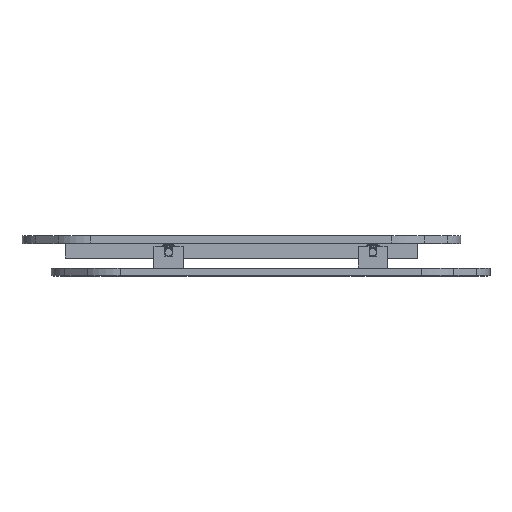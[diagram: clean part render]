
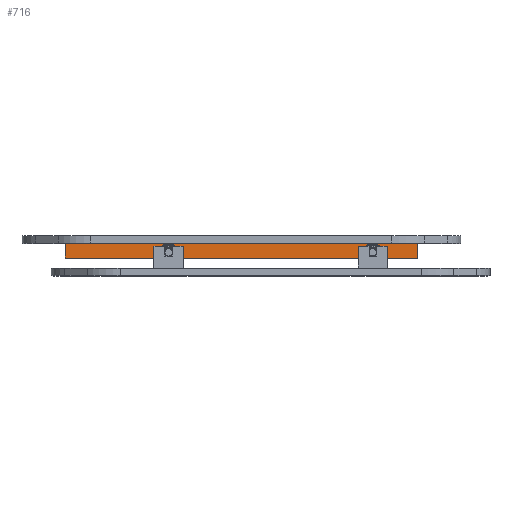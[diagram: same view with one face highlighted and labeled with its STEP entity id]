
A CAD part, top view. The second image highlights one B-rep face of the part: STEP entity #716.
In plain terms, the highlighted planar face has unit normal (0, 0, 1).
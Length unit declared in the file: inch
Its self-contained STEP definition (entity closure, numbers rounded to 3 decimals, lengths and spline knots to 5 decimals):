
#105 = DIRECTION ( 'NONE',  ( 0., 1., 0. ) ) ;
#291 = CARTESIAN_POINT ( 'NONE',  ( -0.2126, -0.5, -6.5 ) ) ;
#328 = PLANE ( 'NONE',  #3348 ) ;
#571 = CARTESIAN_POINT ( 'NONE',  ( 11.7874, -0.5, -6.5 ) ) ;
#716 = ADVANCED_FACE ( 'NONE', ( #3554 ), #328, .F. ) ;
#1043 = DIRECTION ( 'NONE',  ( 0., 0., -1. ) ) ;
#1129 = DIRECTION ( 'NONE',  ( -1., 0., 0. ) ) ;
#1131 = LINE ( 'NONE', #1638, #1647 ) ;
#1300 = EDGE_CURVE ( 'NONE', #5019, #3950, #6883, .T. ) ;
#1476 = VERTEX_POINT ( 'NONE', #3871 ) ;
#1638 = CARTESIAN_POINT ( 'NONE',  ( 11.7874, -0.5, -6.5 ) ) ;
#1647 = VECTOR ( 'NONE', #3714, 39.37008 ) ;
#1681 = CARTESIAN_POINT ( 'NONE',  ( -0.2126, 0., -6.5 ) ) ;
#1726 = VECTOR ( 'NONE', #1129, 39.37008 ) ;
#2084 = VECTOR ( 'NONE', #5073, 39.37008 ) ;
#2212 = ORIENTED_EDGE ( 'NONE', *, *, #5844, .T. ) ;
#2914 = CARTESIAN_POINT ( 'NONE',  ( 11.7874, -0.5, -6.5 ) ) ;
#3348 = AXIS2_PLACEMENT_3D ( 'NONE', #2914, #1043, #5465 ) ;
#3554 = FACE_OUTER_BOUND ( 'NONE', #4623, .T. ) ;
#3714 = DIRECTION ( 'NONE',  ( 0., 1., 0. ) ) ;
#3865 = ORIENTED_EDGE ( 'NONE', *, *, #7816, .T. ) ;
#3871 = CARTESIAN_POINT ( 'NONE',  ( 11.7874, 0., -6.5 ) ) ;
#3950 = VERTEX_POINT ( 'NONE', #291 ) ;
#4191 = ORIENTED_EDGE ( 'NONE', *, *, #6834, .F. ) ;
#4623 = EDGE_LOOP ( 'NONE', ( #3865, #4191, #6758, #2212 ) ) ;
#4988 = CARTESIAN_POINT ( 'NONE',  ( 11.7874, -0.5, -6.5 ) ) ;
#5019 = VERTEX_POINT ( 'NONE', #571 ) ;
#5073 = DIRECTION ( 'NONE',  ( -1., 0., 0. ) ) ;
#5465 = DIRECTION ( 'NONE',  ( -1., 0., 0. ) ) ;
#5844 = EDGE_CURVE ( 'NONE', #5019, #1476, #1131, .T. ) ;
#6032 = CARTESIAN_POINT ( 'NONE',  ( -0.2126, -0.5, -6.5 ) ) ;
#6448 = VECTOR ( 'NONE', #105, 39.37008 ) ;
#6668 = LINE ( 'NONE', #6032, #6448 ) ;
#6758 = ORIENTED_EDGE ( 'NONE', *, *, #1300, .F. ) ;
#6834 = EDGE_CURVE ( 'NONE', #3950, #7385, #6668, .T. ) ;
#6883 = LINE ( 'NONE', #4988, #2084 ) ;
#6935 = LINE ( 'NONE', #7484, #1726 ) ;
#7385 = VERTEX_POINT ( 'NONE', #1681 ) ;
#7484 = CARTESIAN_POINT ( 'NONE',  ( 11.7874, 0., -6.5 ) ) ;
#7816 = EDGE_CURVE ( 'NONE', #1476, #7385, #6935, .T. ) ;
